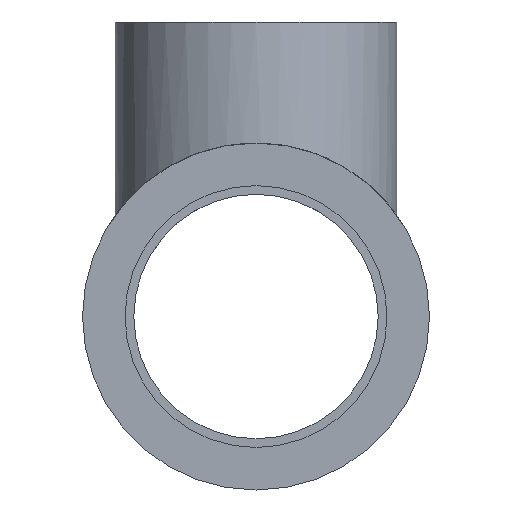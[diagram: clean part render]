
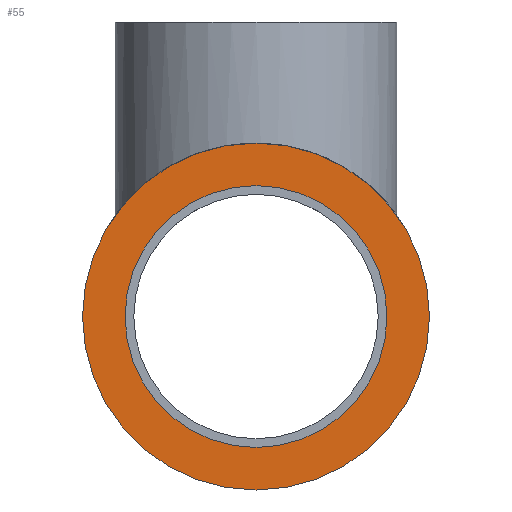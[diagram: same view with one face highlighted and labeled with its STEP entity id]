
A CAD part, left-side view. The second image highlights one B-rep face of the part: STEP entity #55.
In plain terms, the highlighted planar face has unit normal (-1, 0, 0).
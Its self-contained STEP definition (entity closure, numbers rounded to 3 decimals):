
#55 = ADVANCED_FACE( '', ( #118, #119 ), #120, .F. );
#118 = FACE_BOUND( '', #179, .T. );
#119 = FACE_OUTER_BOUND( '', #180, .T. );
#120 = PLANE( '', #181 );
#179 = EDGE_LOOP( '', ( #252 ) );
#180 = EDGE_LOOP( '', ( #253 ) );
#181 = AXIS2_PLACEMENT_3D( '', #254, #255, #256 );
#252 = ORIENTED_EDGE( '', *, *, #298, .T. );
#253 = ORIENTED_EDGE( '', *, *, #289, .F. );
#254 = CARTESIAN_POINT( '', ( -69., 0., 0. ) );
#255 = DIRECTION( '', ( 1., 0., 0. ) );
#256 = DIRECTION( '', ( 0., 0., -1. ) );
#289 = EDGE_CURVE( '', #324, #324, #325, .T. );
#298 = EDGE_CURVE( '', #338, #338, #339, .T. );
#324 = VERTEX_POINT( '', #472 );
#325 = CIRCLE( '', #473, 26.5 );
#338 = VERTEX_POINT( '', #607 );
#339 = CIRCLE( '', #608, 20. );
#472 = CARTESIAN_POINT( '', ( -69., 26.5, 0. ) );
#473 = AXIS2_PLACEMENT_3D( '', #633, #634, #635 );
#607 = CARTESIAN_POINT( '', ( -69., 0., -20. ) );
#608 = AXIS2_PLACEMENT_3D( '', #645, #646, #647 );
#633 = CARTESIAN_POINT( '', ( -69., 0., 0. ) );
#634 = DIRECTION( '', ( 1., 0., 0. ) );
#635 = DIRECTION( '', ( 0., 1., 0. ) );
#645 = CARTESIAN_POINT( '', ( -69., 0., 0. ) );
#646 = DIRECTION( '', ( 1., 0., 0. ) );
#647 = DIRECTION( '', ( 0., 0., -1. ) );
